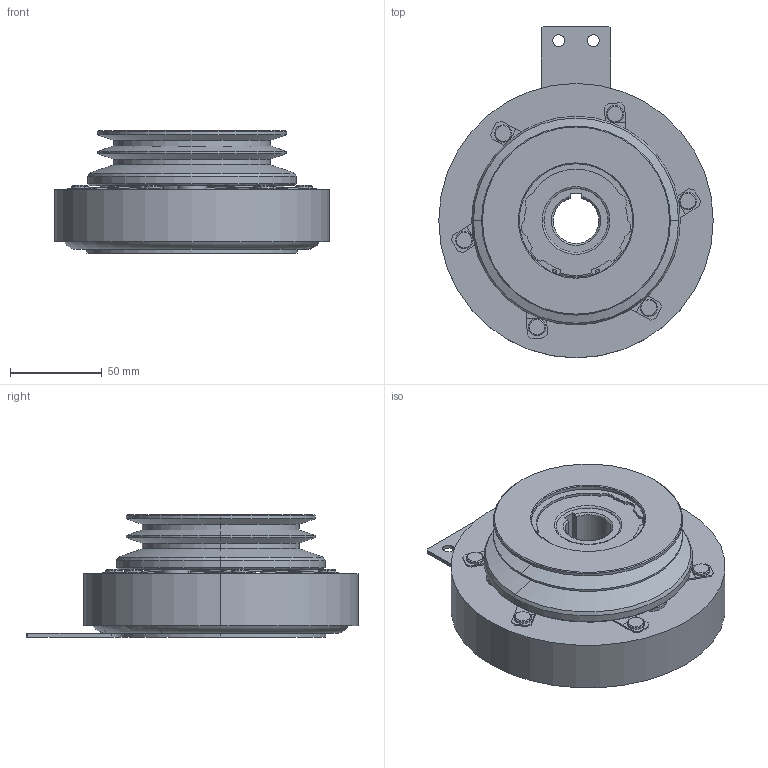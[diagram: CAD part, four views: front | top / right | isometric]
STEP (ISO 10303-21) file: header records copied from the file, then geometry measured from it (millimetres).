
FILE_DESCRIPTION (( 'STEP AP203' ), '1' );
FILE_NAME ('51529400_MGCL.STEP', '2016-06-23T01:12:10', ( '' ), ( '' ), 'SwSTEP 2.0', 'SolidWorks 2014', '' );
FILE_SCHEMA (( 'CONFIG_CONTROL_DESIGN' ));
Length unit declared in the file: millimetre
Products named in the file (1): 51529400_MGCL
Bounding box: 150 x 181.4 x 66.8 mm (x, y, z)
Volume: 744632.3 mm3; surface area: 127812.5 mm2
Topology: 1 solids, 22 shells, 558 faces, 1427 edges, 883 vertices
Faces by surface type: cylinder 234, plane 187, cone 119, torus 18
Entity records: 17174 total; most frequent: DIRECTION 3207, CARTESIAN_POINT 3015, ORIENTED_EDGE 2794, EDGE_CURVE 1397, AXIS2_PLACEMENT_3D 1289, VERTEX_POINT 883, CIRCLE 730, EDGE_LOOP 662
